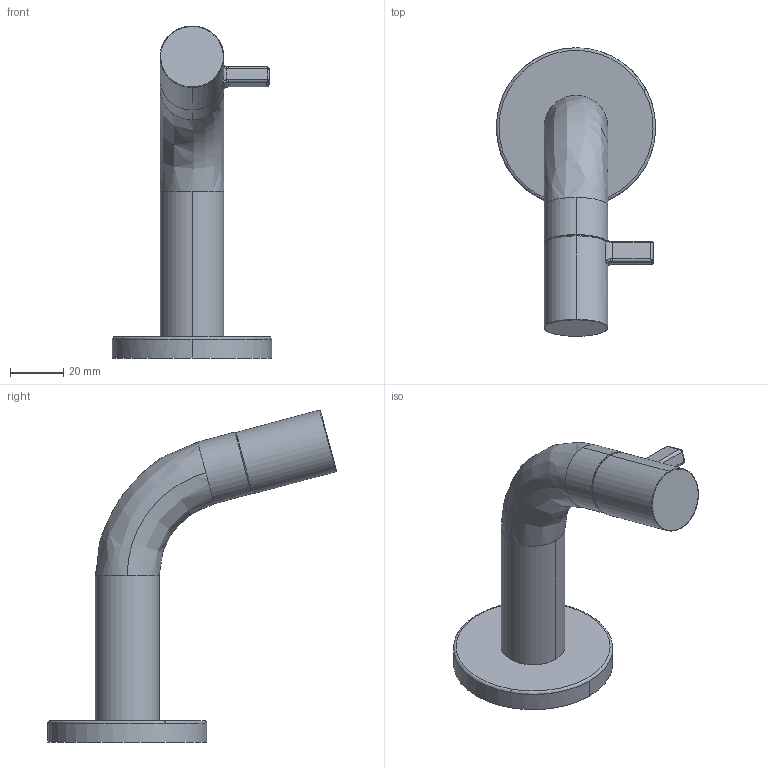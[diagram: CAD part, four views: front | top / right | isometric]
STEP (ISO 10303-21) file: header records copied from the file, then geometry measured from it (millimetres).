
FILE_DESCRIPTION (( 'STEP AP203' ), '1' );
FILE_NAME ('5086810133(2020).STEP', '2021-09-28T07:45:37', ( '' ), ( '' ), 'SwSTEP 2.0', 'SolidWorks 2016', '' );
FILE_SCHEMA (( 'CONFIG_CONTROL_DESIGN' ));
Length unit declared in the file: millimetre
Products named in the file (1): 5086810133(2020)
Bounding box: 60 x 108.78 x 124.97 mm (x, y, z)
Volume: 93369.5 mm3; surface area: 19202.8 mm2
Topology: 1 solids, 1 shells, 47 faces, 116 edges, 68 vertices
Faces by surface type: bspline 18, cylinder 18, plane 9, torus 2
Entity records: 2436 total; most frequent: CARTESIAN_POINT 1348, ORIENTED_EDGE 224, DIRECTION 206, EDGE_CURVE 112, AXIS2_PLACEMENT_3D 89, VERTEX_POINT 68, CIRCLE 59, EDGE_LOOP 48
